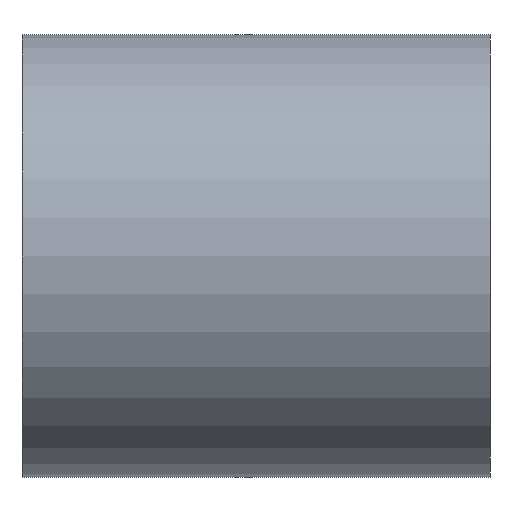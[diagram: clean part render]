
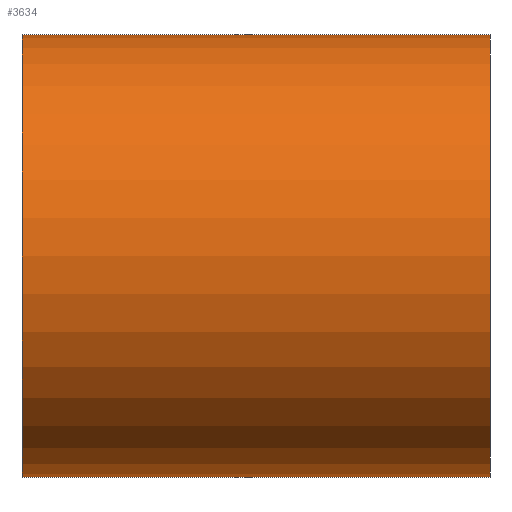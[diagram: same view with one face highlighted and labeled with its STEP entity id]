
A CAD part, front view. The second image highlights one B-rep face of the part: STEP entity #3634.
In plain terms, the highlighted cylindrical face has radius 13.725 mm (diameter 27.45 mm), a partial arc.
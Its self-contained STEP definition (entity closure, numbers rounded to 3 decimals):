
#293 = AXIS2_PLACEMENT_3D ( 'NONE', #3856, #5299, #2663 ) ;
#304 = LINE ( 'NONE', #3024, #3934 ) ;
#429 = CIRCLE ( 'NONE', #293, 13.725 ) ;
#492 = ORIENTED_EDGE ( 'NONE', *, *, #4566, .F. ) ;
#872 = CARTESIAN_POINT ( 'NONE',  ( 0., 0., 0. ) ) ;
#1366 = VERTEX_POINT ( 'NONE', #5979 ) ;
#1535 = LINE ( 'NONE', #5476, #4067 ) ;
#2098 = CYLINDRICAL_SURFACE ( 'NONE', #2945, 13.725 ) ;
#2233 = DIRECTION ( 'NONE',  ( 1., 0., 0. ) ) ;
#2663 = DIRECTION ( 'NONE',  ( 0., 0., -1. ) ) ;
#2945 = AXIS2_PLACEMENT_3D ( 'NONE', #872, #7478, #8089 ) ;
#2977 = DIRECTION ( 'NONE',  ( 1., 0., 0. ) ) ;
#3024 = CARTESIAN_POINT ( 'NONE',  ( 0., 0., 13.725 ) ) ;
#3132 = ORIENTED_EDGE ( 'NONE', *, *, #5247, .F. ) ;
#3270 = VERTEX_POINT ( 'NONE', #5315 ) ;
#3396 = CARTESIAN_POINT ( 'NONE',  ( -2.5, 0., 13.725 ) ) ;
#3481 = EDGE_CURVE ( 'NONE', #6931, #1366, #429, .T. ) ;
#3634 = ADVANCED_FACE ( 'NONE', ( #7573 ), #2098, .T. ) ;
#3709 = EDGE_CURVE ( 'NONE', #1366, #3270, #1535, .T. ) ;
#3856 = CARTESIAN_POINT ( 'NONE',  ( -2.5, 0., 0. ) ) ;
#3934 = VECTOR ( 'NONE', #2977, 1000. ) ;
#4067 = VECTOR ( 'NONE', #2233, 1000. ) ;
#4116 = DIRECTION ( 'NONE',  ( 0., 0., -1. ) ) ;
#4333 = CARTESIAN_POINT ( 'NONE',  ( 26.5, 0., 13.725 ) ) ;
#4566 = EDGE_CURVE ( 'NONE', #5749, #3270, #5065, .T. ) ;
#4699 = DIRECTION ( 'NONE',  ( 1., 0., 0. ) ) ;
#5065 = CIRCLE ( 'NONE', #8312, 13.725 ) ;
#5247 = EDGE_CURVE ( 'NONE', #6931, #5749, #304, .T. ) ;
#5299 = DIRECTION ( 'NONE',  ( 1., 0., 0. ) ) ;
#5315 = CARTESIAN_POINT ( 'NONE',  ( 26.5, 0., -13.725 ) ) ;
#5476 = CARTESIAN_POINT ( 'NONE',  ( 0., 0., -13.725 ) ) ;
#5719 = ORIENTED_EDGE ( 'NONE', *, *, #3481, .T. ) ;
#5749 = VERTEX_POINT ( 'NONE', #4333 ) ;
#5979 = CARTESIAN_POINT ( 'NONE',  ( -2.5, 0., -13.725 ) ) ;
#6931 = VERTEX_POINT ( 'NONE', #3396 ) ;
#6955 = EDGE_LOOP ( 'NONE', ( #3132, #5719, #7079, #492 ) ) ;
#7079 = ORIENTED_EDGE ( 'NONE', *, *, #3709, .T. ) ;
#7478 = DIRECTION ( 'NONE',  ( 1., 0., 0. ) ) ;
#7573 = FACE_OUTER_BOUND ( 'NONE', #6955, .T. ) ;
#8044 = CARTESIAN_POINT ( 'NONE',  ( 26.5, 0., 0. ) ) ;
#8089 = DIRECTION ( 'NONE',  ( 0., 0., -1. ) ) ;
#8312 = AXIS2_PLACEMENT_3D ( 'NONE', #8044, #4699, #4116 ) ;
